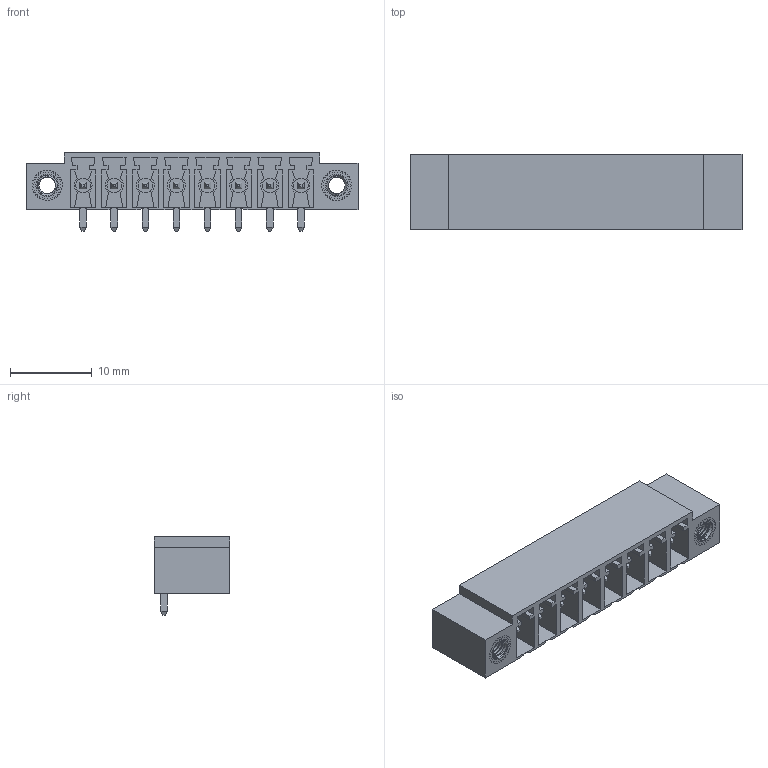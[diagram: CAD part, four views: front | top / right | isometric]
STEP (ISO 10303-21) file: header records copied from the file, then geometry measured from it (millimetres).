
FILE_DESCRIPTION(/* description */ ('Unknown'),/* implementation_level */ '2;1');
FILE_NAME(/* name */ '691701350008B',/* time_stamp */ '2023-12-14T17:36:06+01:00',/* author */ ('Unknown'),/* organization */ ('Unknown'),/* preprocessor_version */ 'ST-DEVELOPER v18.102',/* originating_system */ 'Solid Edge',/* authorisation */ 'Unknown');
FILE_SCHEMA (('AUTOMOTIVE_DESIGN {1 0 10303 214 3 1 1}'));
Length unit declared in the file: millimetre
Products named in the file (4): 6917013500xxB; 691701350008B; 6917013500xxB_Pin; 6917013500xxB_Flange
Assembly tree (11 placements, depth 2):
  6917013500xxB
    691701350008B
    6917013500xxB_Pin  x8
    6917013500xxB_Flange  x2
Bounding box: 40.67 x 9.21 x 9.61 mm (x, y, z)
Volume: 1414.8 mm3; surface area: 3703.5 mm2
Topology: 11 solids, 11 shells, 826 faces, 2340 edges, 1528 vertices
Faces by surface type: plane 694, cylinder 122, bspline 6, cone 4
Full cylindrical faces by diameter (mm): 1.25 x8, 1.8 x8, 2.8 x2
Entity records: 21903 total; most frequent: CARTESIAN_POINT 5825, ORIENTED_EDGE 3434, DIRECTION 3110, EDGE_CURVE 1717, LINE 1514, VECTOR 1514, VERTEX_POINT 1138, AXIS2_PLACEMENT_3D 798
